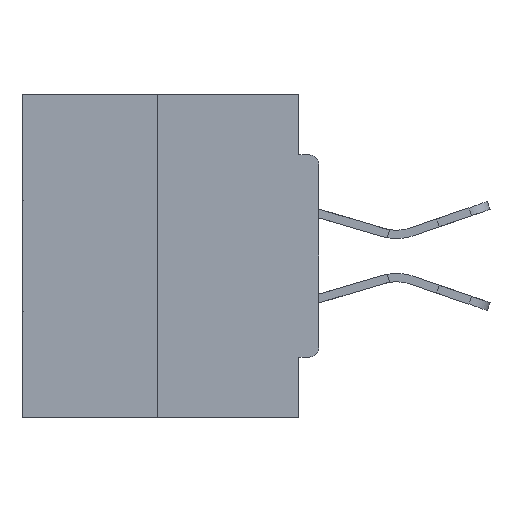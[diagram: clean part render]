
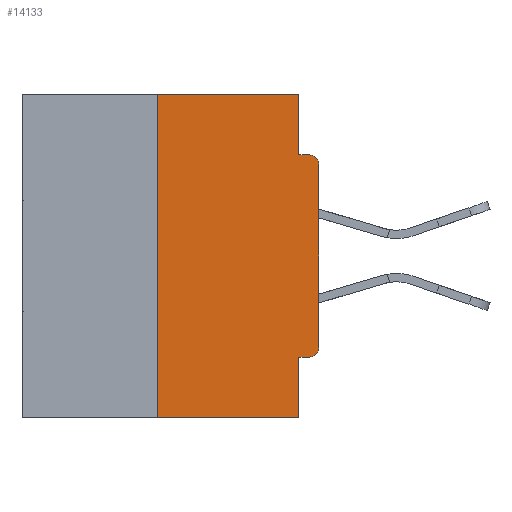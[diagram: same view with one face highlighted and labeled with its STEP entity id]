
A CAD part, left-side view. The second image highlights one B-rep face of the part: STEP entity #14133.
In plain terms, the highlighted planar face has unit normal (-1, 0, 0).
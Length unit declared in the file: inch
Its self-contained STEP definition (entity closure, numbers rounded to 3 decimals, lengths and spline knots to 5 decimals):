
#54 = CARTESIAN_POINT ( 'NONE',  ( 0., 0., -0.3915 ) ) ;
#62 = VERTEX_POINT ( 'NONE', #27465 ) ;
#71 = ORIENTED_EDGE ( 'NONE', *, *, #38166, .F. ) ;
#148 = ORIENTED_EDGE ( 'NONE', *, *, #15145, .F. ) ;
#1206 = VERTEX_POINT ( 'NONE', #54 ) ;
#3401 = CARTESIAN_POINT ( 'NONE',  ( 0., 0.015, -0.1085 ) ) ;
#3799 = CARTESIAN_POINT ( 'NONE',  ( 0., 0.25, -0.5 ) ) ;
#4628 = LINE ( 'NONE', #32990, #36204 ) ;
#5462 = ORIENTED_EDGE ( 'NONE', *, *, #28687, .F. ) ;
#5510 = AXIS2_PLACEMENT_3D ( 'NONE', #3401, #26708, #24100 ) ;
#5938 = LINE ( 'NONE', #22381, #7310 ) ;
#6813 = DIRECTION ( 'NONE',  ( 1., 0., 0. ) ) ;
#7310 = VECTOR ( 'NONE', #16589, 39.37008 ) ;
#7616 = EDGE_CURVE ( 'NONE', #62, #33109, #30792, .T. ) ;
#7988 = VECTOR ( 'NONE', #30279, 39.37008 ) ;
#8616 = LINE ( 'NONE', #10944, #32288 ) ;
#9125 = CARTESIAN_POINT ( 'NONE',  ( 0., 0.031, -0.5 ) ) ;
#9138 = ORIENTED_EDGE ( 'NONE', *, *, #27563, .F. ) ;
#9189 = DIRECTION ( 'NONE',  ( 0., 0., -1. ) ) ;
#9412 = CARTESIAN_POINT ( 'NONE',  ( 0., 0., -0.0935 ) ) ;
#9533 = VECTOR ( 'NONE', #34879, 39.37008 ) ;
#10681 = VECTOR ( 'NONE', #21355, 39.37008 ) ;
#10944 = CARTESIAN_POINT ( 'NONE',  ( 0., 0.46, 0. ) ) ;
#11976 = VERTEX_POINT ( 'NONE', #14144 ) ;
#12184 = VERTEX_POINT ( 'NONE', #35154 ) ;
#12898 = VERTEX_POINT ( 'NONE', #34323 ) ;
#14133 = ADVANCED_FACE ( 'NONE', ( #35319 ), #33661, .F. ) ;
#14144 = CARTESIAN_POINT ( 'NONE',  ( 0., 0.25, 0. ) ) ;
#14428 = DIRECTION ( 'NONE',  ( 0., 0., -1. ) ) ;
#15145 = EDGE_CURVE ( 'NONE', #26831, #20495, #27384, .T. ) ;
#15162 = CARTESIAN_POINT ( 'NONE',  ( 0., 0.031, 0. ) ) ;
#15889 = EDGE_CURVE ( 'NONE', #20495, #33433, #29174, .T. ) ;
#16388 = CIRCLE ( 'NONE', #5510, 0.015 ) ;
#16529 = CARTESIAN_POINT ( 'NONE',  ( 0., 0.015, -0.3915 ) ) ;
#16589 = DIRECTION ( 'NONE',  ( 0., 0., 1. ) ) ;
#17409 = CARTESIAN_POINT ( 'NONE',  ( 0., 0.031, -0.4065 ) ) ;
#17808 = DIRECTION ( 'NONE',  ( 0., 0., -1. ) ) ;
#17963 = ORIENTED_EDGE ( 'NONE', *, *, #27714, .T. ) ;
#18237 = CARTESIAN_POINT ( 'NONE',  ( 0., 0., -0.4065 ) ) ;
#18745 = DIRECTION ( 'NONE',  ( 0., 0., -1. ) ) ;
#19622 = EDGE_LOOP ( 'NONE', ( #71, #5462, #35389, #34009, #148, #17963, #27776, #38413, #9138, #20874 ) ) ;
#20269 = DIRECTION ( 'NONE',  ( 0., -1., 0. ) ) ;
#20342 = VECTOR ( 'NONE', #17808, 39.37008 ) ;
#20419 = CARTESIAN_POINT ( 'NONE',  ( 0., 0.031, -0.5 ) ) ;
#20495 = VERTEX_POINT ( 'NONE', #17409 ) ;
#20874 = ORIENTED_EDGE ( 'NONE', *, *, #7616, .F. ) ;
#21355 = DIRECTION ( 'NONE',  ( 0., 1., 0. ) ) ;
#22381 = CARTESIAN_POINT ( 'NONE',  ( 0., 0., 0. ) ) ;
#23197 = AXIS2_PLACEMENT_3D ( 'NONE', #28056, #6813, #18745 ) ;
#23348 = DIRECTION ( 'NONE',  ( -1., 0., 0. ) ) ;
#24100 = DIRECTION ( 'NONE',  ( 0., 0., -1. ) ) ;
#26597 = VECTOR ( 'NONE', #9189, 39.37008 ) ;
#26708 = DIRECTION ( 'NONE',  ( -1., 0., 0. ) ) ;
#26831 = VERTEX_POINT ( 'NONE', #34186 ) ;
#27247 = VERTEX_POINT ( 'NONE', #3799 ) ;
#27314 = CARTESIAN_POINT ( 'NONE',  ( 0., 0.031, -0.0935 ) ) ;
#27384 = LINE ( 'NONE', #18237, #10681 ) ;
#27404 = DIRECTION ( 'NONE',  ( 0., 0., 1. ) ) ;
#27465 = CARTESIAN_POINT ( 'NONE',  ( 0., 0.031, 0. ) ) ;
#27563 = EDGE_CURVE ( 'NONE', #33109, #12184, #35374, .T. ) ;
#27714 = EDGE_CURVE ( 'NONE', #26831, #1206, #33978, .T. ) ;
#27776 = ORIENTED_EDGE ( 'NONE', *, *, #36657, .T. ) ;
#28056 = CARTESIAN_POINT ( 'NONE',  ( 0., 0.46, 0. ) ) ;
#28260 = AXIS2_PLACEMENT_3D ( 'NONE', #16529, #23348, #14428 ) ;
#28687 = EDGE_CURVE ( 'NONE', #27247, #11976, #4628, .T. ) ;
#29137 = CARTESIAN_POINT ( 'NONE',  ( 0., 0.46, -0.5 ) ) ;
#29174 = LINE ( 'NONE', #9125, #20342 ) ;
#30279 = DIRECTION ( 'NONE',  ( 0., -1., 0. ) ) ;
#30792 = LINE ( 'NONE', #15162, #26597 ) ;
#32288 = VECTOR ( 'NONE', #20269, 39.37008 ) ;
#32990 = CARTESIAN_POINT ( 'NONE',  ( 0., 0.25, 0. ) ) ;
#33109 = VERTEX_POINT ( 'NONE', #27314 ) ;
#33199 = LINE ( 'NONE', #29137, #9533 ) ;
#33433 = VERTEX_POINT ( 'NONE', #20419 ) ;
#33661 = PLANE ( 'NONE',  #23197 ) ;
#33978 = CIRCLE ( 'NONE', #28260, 0.015 ) ;
#34009 = ORIENTED_EDGE ( 'NONE', *, *, #15889, .F. ) ;
#34186 = CARTESIAN_POINT ( 'NONE',  ( 0., 0.015, -0.4065 ) ) ;
#34283 = EDGE_CURVE ( 'NONE', #12898, #12184, #16388, .T. ) ;
#34323 = CARTESIAN_POINT ( 'NONE',  ( 0., 0., -0.1085 ) ) ;
#34879 = DIRECTION ( 'NONE',  ( 0., -1., 0. ) ) ;
#35154 = CARTESIAN_POINT ( 'NONE',  ( 0., 0.015, -0.0935 ) ) ;
#35319 = FACE_OUTER_BOUND ( 'NONE', #19622, .T. ) ;
#35374 = LINE ( 'NONE', #9412, #7988 ) ;
#35389 = ORIENTED_EDGE ( 'NONE', *, *, #37684, .T. ) ;
#36204 = VECTOR ( 'NONE', #27404, 39.37008 ) ;
#36657 = EDGE_CURVE ( 'NONE', #1206, #12898, #5938, .T. ) ;
#37684 = EDGE_CURVE ( 'NONE', #27247, #33433, #33199, .T. ) ;
#38166 = EDGE_CURVE ( 'NONE', #11976, #62, #8616, .T. ) ;
#38413 = ORIENTED_EDGE ( 'NONE', *, *, #34283, .T. ) ;
